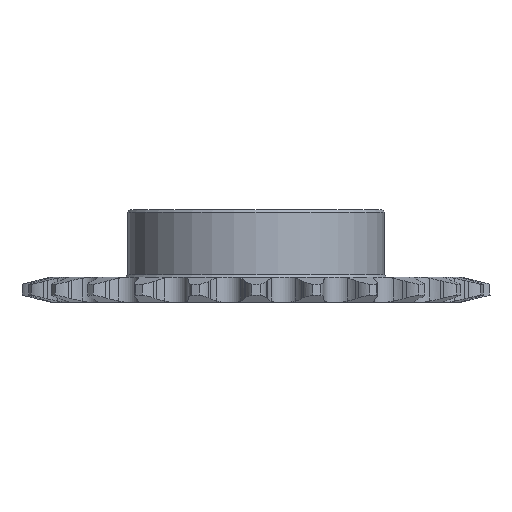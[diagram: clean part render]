
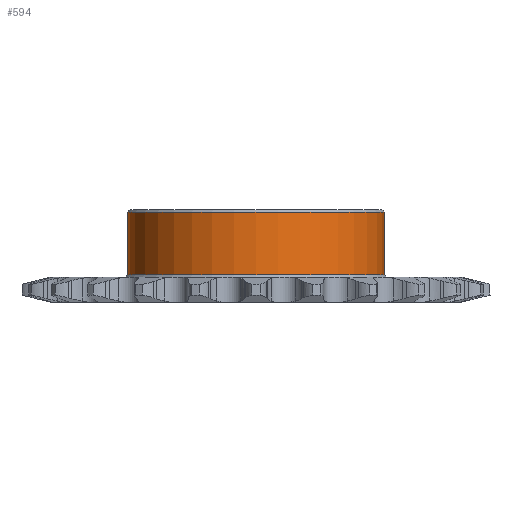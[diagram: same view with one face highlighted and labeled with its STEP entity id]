
A CAD part, front view. The second image highlights one B-rep face of the part: STEP entity #594.
In plain terms, the highlighted cylindrical face has radius 14.262 mm (diameter 28.524 mm), a partial arc.
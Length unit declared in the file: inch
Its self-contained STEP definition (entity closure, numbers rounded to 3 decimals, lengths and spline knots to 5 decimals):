
#14 = CARTESIAN_POINT ( 'NONE',  ( -0.5615, 0., 0.34 ) ) ;
#242 = DIRECTION ( 'NONE',  ( -1., 0., 0. ) ) ;
#422 = VERTEX_POINT ( 'NONE', #14 ) ;
#594 = ADVANCED_FACE ( 'NONE', ( #7314 ), #676, .T. ) ;
#676 = CYLINDRICAL_SURFACE ( 'NONE', #9901, 0.5615 ) ;
#696 = CARTESIAN_POINT ( 'NONE',  ( 0.5615, 0., 0.065 ) ) ;
#1066 = DIRECTION ( 'NONE',  ( 0., 0., -1. ) ) ;
#1104 = CARTESIAN_POINT ( 'NONE',  ( 0., 0., 0.35 ) ) ;
#1188 = VERTEX_POINT ( 'NONE', #9586 ) ;
#1311 = ORIENTED_EDGE ( 'NONE', *, *, #8087, .F. ) ;
#1391 = VECTOR ( 'NONE', #2766, 39.37008 ) ;
#1953 = LINE ( 'NONE', #7370, #4370 ) ;
#2148 = ORIENTED_EDGE ( 'NONE', *, *, #6156, .T. ) ;
#2515 = DIRECTION ( 'NONE',  ( 0., 0., -1. ) ) ;
#2766 = DIRECTION ( 'NONE',  ( 0., 0., -1. ) ) ;
#2954 = AXIS2_PLACEMENT_3D ( 'NONE', #8534, #3754, #9315 ) ;
#3570 = ORIENTED_EDGE ( 'NONE', *, *, #5227, .T. ) ;
#3754 = DIRECTION ( 'NONE',  ( 0., 0., 1. ) ) ;
#4117 = VERTEX_POINT ( 'NONE', #696 ) ;
#4370 = VECTOR ( 'NONE', #8156, 39.37008 ) ;
#5096 = AXIS2_PLACEMENT_3D ( 'NONE', #7426, #2515, #8208 ) ;
#5227 = EDGE_CURVE ( 'NONE', #5428, #422, #7504, .T. ) ;
#5428 = VERTEX_POINT ( 'NONE', #6927 ) ;
#6134 = LINE ( 'NONE', #8442, #1391 ) ;
#6156 = EDGE_CURVE ( 'NONE', #422, #1188, #1953, .T. ) ;
#6927 = CARTESIAN_POINT ( 'NONE',  ( 0.5615, 0., 0.34 ) ) ;
#7314 = FACE_OUTER_BOUND ( 'NONE', #8846, .T. ) ;
#7370 = CARTESIAN_POINT ( 'NONE',  ( -0.5615, 0., 0.35 ) ) ;
#7426 = CARTESIAN_POINT ( 'NONE',  ( 0., 0., 0.34 ) ) ;
#7504 = CIRCLE ( 'NONE', #5096, 0.5615 ) ;
#8087 = EDGE_CURVE ( 'NONE', #5428, #4117, #6134, .T. ) ;
#8156 = DIRECTION ( 'NONE',  ( 0., 0., -1. ) ) ;
#8208 = DIRECTION ( 'NONE',  ( -1., 0., 0. ) ) ;
#8442 = CARTESIAN_POINT ( 'NONE',  ( 0.5615, 0., 0.35 ) ) ;
#8506 = EDGE_CURVE ( 'NONE', #1188, #4117, #8678, .T. ) ;
#8534 = CARTESIAN_POINT ( 'NONE',  ( 0., 0., 0.065 ) ) ;
#8678 = CIRCLE ( 'NONE', #2954, 0.5615 ) ;
#8846 = EDGE_LOOP ( 'NONE', ( #1311, #3570, #2148, #9570 ) ) ;
#9315 = DIRECTION ( 'NONE',  ( 1., 0., 0. ) ) ;
#9570 = ORIENTED_EDGE ( 'NONE', *, *, #8506, .T. ) ;
#9586 = CARTESIAN_POINT ( 'NONE',  ( -0.5615, 0., 0.065 ) ) ;
#9901 = AXIS2_PLACEMENT_3D ( 'NONE', #1104, #1066, #242 ) ;
